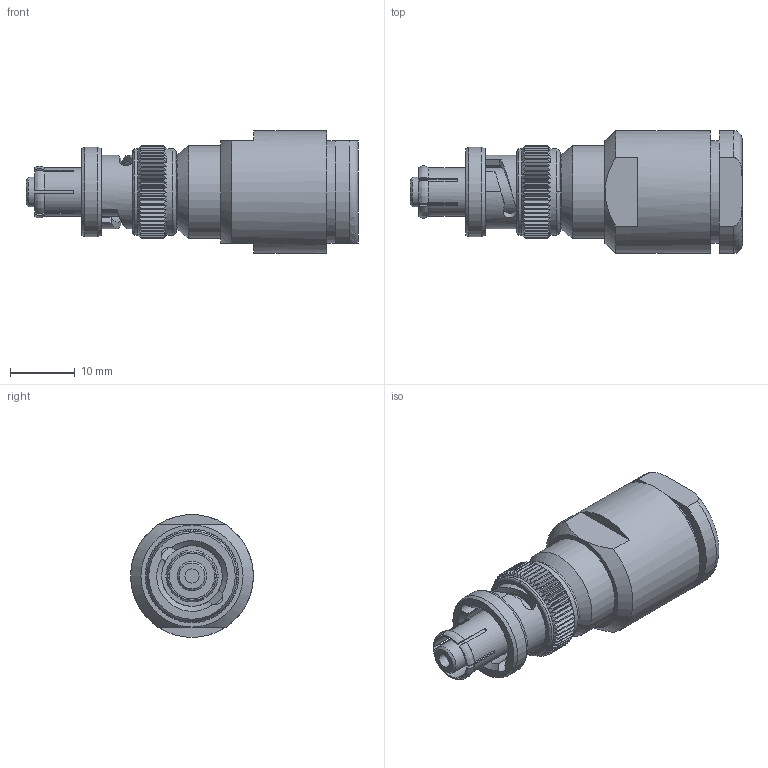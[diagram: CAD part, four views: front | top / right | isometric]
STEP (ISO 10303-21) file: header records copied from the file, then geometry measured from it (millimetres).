
FILE_DESCRIPTION (( 'STEP AP203' ), '1' );
FILE_NAME ('PE4333.step', '2020-04-21T21:49:50', ( '' ), ( '' ), 'SwSTEP 2.0', 'SolidWorks 2018', '' );
FILE_SCHEMA (( 'CONFIG_CONTROL_DESIGN' ));
Length unit declared in the file: inch
Products named in the file (1): PE4333
Bounding box: 51.37 x 19 x 19 mm (x, y, z)
Volume: 7650.2 mm3; surface area: 4403 mm2
Topology: 1 solids, 1 shells, 303 faces, 865 edges, 572 vertices
Faces by surface type: plane 180, cylinder 93, bspline 18, cone 10, torus 2
Full cylindrical faces by diameter (mm): 2.184 x1, 4.013 x1, 4.595 x1, 7.057 x1, 7.501 x1, 9.395 x1, 11.3 x1, 11.395 x2, 13.38 x1, 13.424 x1, 13.922 x1, 14.364 x1, 15.8 x1, 19 x1
Entity records: 11998 total; most frequent: CARTESIAN_POINT 4680, ORIENTED_EDGE 1660, DIRECTION 1300, EDGE_CURVE 830, VERTEX_POINT 562, AXIS2_PLACEMENT_3D 502, EDGE_LOOP 336, FACE_OUTER_BOUND 316
